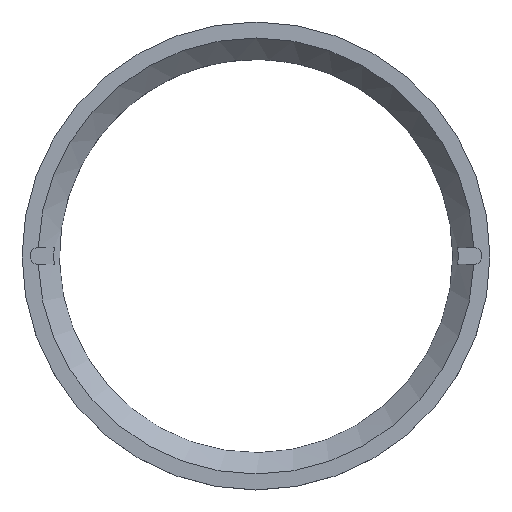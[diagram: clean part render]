
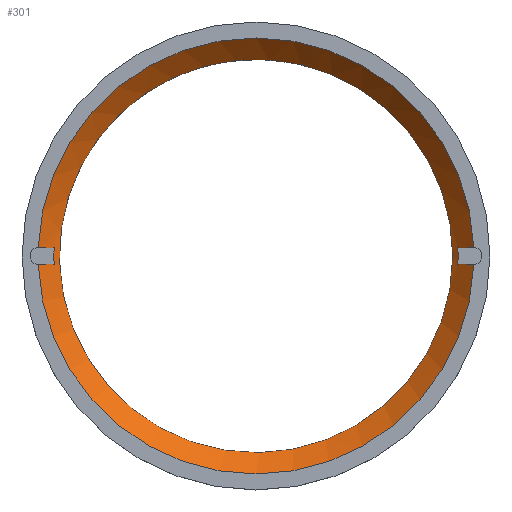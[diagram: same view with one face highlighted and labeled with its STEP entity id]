
A CAD part, top view. The second image highlights one B-rep face of the part: STEP entity #301.
In plain terms, the highlighted conical face has half-angle 45 degrees and reference radius 41 mm.
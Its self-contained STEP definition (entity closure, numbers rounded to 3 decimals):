
#34=CONICAL_SURFACE('',#327,41.,0.785);
#41=CIRCLE('',#307,38.);
#50=CIRCLE('',#323,38.);
#52=CIRCLE('',#326,41.);
#53=CIRCLE('',#328,37.);
#92=VERTEX_POINT('',#407);
#93=VERTEX_POINT('',#408);
#96=VERTEX_POINT('',#416);
#100=VERTEX_POINT('',#428);
#106=VERTEX_POINT('',#444);
#107=VERTEX_POINT('',#445);
#110=VERTEX_POINT('',#460);
#111=VERTEX_POINT('',#461);
#117=VERTEX_POINT('',#482);
#120=(
BOUNDED_CURVE()
B_SPLINE_CURVE(2,(#404,#405,#406),.UNSPECIFIED.,.F.,.U.)
B_SPLINE_CURVE_WITH_KNOTS((3,3),(0.,0.424),.UNSPECIFIED.)
CURVE()
GEOMETRIC_REPRESENTATION_ITEM()
RATIONAL_B_SPLINE_CURVE((1.,1.001,1.))
REPRESENTATION_ITEM('')
);
#121=(
BOUNDED_CURVE()
B_SPLINE_CURVE(2,(#425,#426,#427),.UNSPECIFIED.,.F.,.U.)
B_SPLINE_CURVE_WITH_KNOTS((3,3),(0.,0.424),.UNSPECIFIED.)
CURVE()
GEOMETRIC_REPRESENTATION_ITEM()
RATIONAL_B_SPLINE_CURVE((1.,1.001,1.))
REPRESENTATION_ITEM('')
);
#122=(
BOUNDED_CURVE()
B_SPLINE_CURVE(2,(#441,#442,#443),.UNSPECIFIED.,.F.,.U.)
B_SPLINE_CURVE_WITH_KNOTS((3,3),(0.,0.424),.UNSPECIFIED.)
CURVE()
GEOMETRIC_REPRESENTATION_ITEM()
RATIONAL_B_SPLINE_CURVE((1.,1.001,1.))
REPRESENTATION_ITEM('')
);
#123=(
BOUNDED_CURVE()
B_SPLINE_CURVE(2,(#457,#458,#459),.UNSPECIFIED.,.F.,.U.)
B_SPLINE_CURVE_WITH_KNOTS((3,3),(0.,0.424),.UNSPECIFIED.)
CURVE()
GEOMETRIC_REPRESENTATION_ITEM()
RATIONAL_B_SPLINE_CURVE((1.,1.001,1.))
REPRESENTATION_ITEM('')
);
#124=EDGE_CURVE('',#92,#93,#120,.T.);
#128=EDGE_CURVE('',#93,#96,#41,.T.);
#133=EDGE_CURVE('',#96,#100,#121,.T.);
#140=EDGE_CURVE('',#106,#107,#122,.T.);
#148=EDGE_CURVE('',#110,#111,#123,.T.);
#157=EDGE_CURVE('',#111,#106,#50,.T.);
#159=EDGE_CURVE('',#100,#110,#52,.T.);
#160=EDGE_CURVE('',#107,#92,#52,.T.);
#161=EDGE_CURVE('',#117,#117,#53,.T.);
#229=ORIENTED_EDGE('',*,*,#140,.T.);
#230=ORIENTED_EDGE('',*,*,#160,.T.);
#231=ORIENTED_EDGE('',*,*,#124,.T.);
#232=ORIENTED_EDGE('',*,*,#128,.T.);
#233=ORIENTED_EDGE('',*,*,#133,.T.);
#234=ORIENTED_EDGE('',*,*,#159,.T.);
#235=ORIENTED_EDGE('',*,*,#148,.T.);
#236=ORIENTED_EDGE('',*,*,#157,.T.);
#237=ORIENTED_EDGE('',*,*,#161,.T.);
#258=EDGE_LOOP('',(#229,#230,#231,#232,#233,#234,#235,#236));
#259=EDGE_LOOP('',(#237));
#280=FACE_BOUND('',#258,.T.);
#281=FACE_BOUND('',#259,.T.);
#301=ADVANCED_FACE('',(#280,#281),#34,.F.);
#307=AXIS2_PLACEMENT_3D('',#415,#339,#340);
#323=AXIS2_PLACEMENT_3D('',#475,#383,#384);
#326=AXIS2_PLACEMENT_3D('',#479,#388,#389);
#327=AXIS2_PLACEMENT_3D('',#480,#390,#391);
#328=AXIS2_PLACEMENT_3D('',#481,#392,#393);
#339=DIRECTION('',(0.,0.,1.));
#340=DIRECTION('',(-38.,0.,0.));
#383=DIRECTION('',(0.,0.,1.));
#384=DIRECTION('',(-38.,0.,0.));
#388=DIRECTION('',(0.,0.,1.));
#389=DIRECTION('',(-41.,0.,0.));
#390=DIRECTION('',(0.,0.,1.));
#391=DIRECTION('',(-41.,0.,0.));
#392=DIRECTION('',(0.,0.,-1.));
#393=DIRECTION('',(-37.,0.,0.));
#404=CARTESIAN_POINT('',(40.971,-1.55,14.));
#405=CARTESIAN_POINT('',(39.413,-1.55,12.443));
#406=CARTESIAN_POINT('',(37.968,-1.55,11.));
#407=CARTESIAN_POINT('',(40.971,-1.55,14.));
#408=CARTESIAN_POINT('',(37.968,-1.55,11.));
#415=CARTESIAN_POINT('',(0.,0.,11.));
#416=CARTESIAN_POINT('',(37.968,1.55,11.));
#425=CARTESIAN_POINT('',(37.968,1.55,11.));
#426=CARTESIAN_POINT('',(39.413,1.55,12.443));
#427=CARTESIAN_POINT('',(40.971,1.55,14.));
#428=CARTESIAN_POINT('',(40.971,1.55,14.));
#441=CARTESIAN_POINT('',(-37.968,-1.55,11.));
#442=CARTESIAN_POINT('',(-39.413,-1.55,12.443));
#443=CARTESIAN_POINT('',(-40.971,-1.55,14.));
#444=CARTESIAN_POINT('',(-37.968,-1.55,11.));
#445=CARTESIAN_POINT('',(-40.971,-1.55,14.));
#457=CARTESIAN_POINT('',(-40.971,1.55,14.));
#458=CARTESIAN_POINT('',(-39.413,1.55,12.443));
#459=CARTESIAN_POINT('',(-37.968,1.55,11.));
#460=CARTESIAN_POINT('',(-40.971,1.55,14.));
#461=CARTESIAN_POINT('',(-37.968,1.55,11.));
#475=CARTESIAN_POINT('',(0.,0.,11.));
#479=CARTESIAN_POINT('',(0.,0.,14.));
#480=CARTESIAN_POINT('',(0.,0.,14.));
#481=CARTESIAN_POINT('',(0.,0.,10.));
#482=CARTESIAN_POINT('',(37.,0.,10.));
